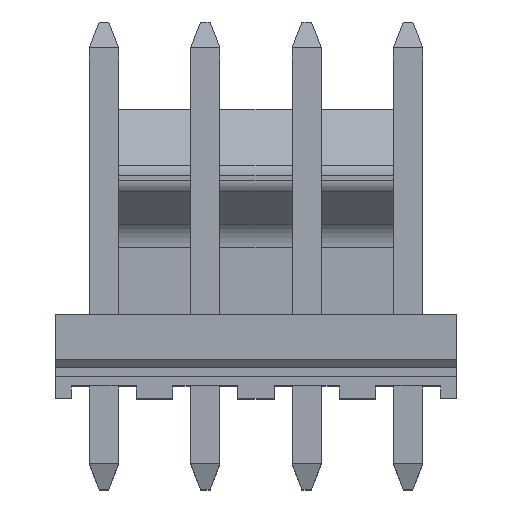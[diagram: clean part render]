
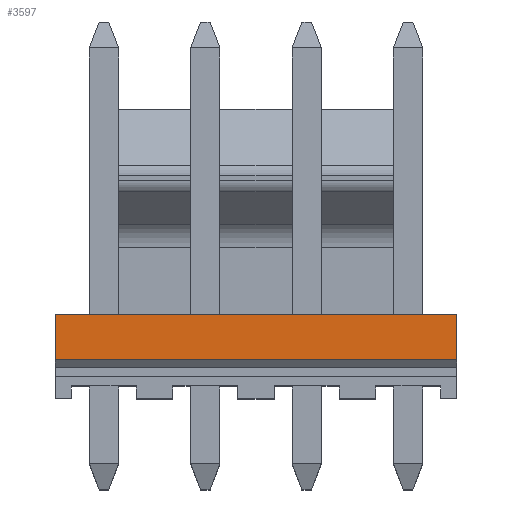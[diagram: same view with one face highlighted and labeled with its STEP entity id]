
A CAD part, top view. The second image highlights one B-rep face of the part: STEP entity #3597.
In plain terms, the highlighted planar face has unit normal (0, 0, 1).
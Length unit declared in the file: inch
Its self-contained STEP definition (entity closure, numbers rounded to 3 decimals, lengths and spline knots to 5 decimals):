
#9=DIRECTION('',(0.,-1.,0.));
#10=VECTOR('',#9,0.07);
#11=CARTESIAN_POINT('',(-0.309,0.055,0.12375));
#12=LINE('',#11,#10);
#1144=DIRECTION('',(0.,-1.,0.));
#1145=VECTOR('',#1144,0.07);
#1146=CARTESIAN_POINT('',(0.309,0.055,0.12375));
#1147=LINE('',#1146,#1145);
#1224=DIRECTION('',(1.,0.,0.));
#1225=VECTOR('',#1224,0.618);
#1226=CARTESIAN_POINT('',(-0.309,-0.015,0.12375));
#1227=LINE('',#1226,#1225);
#1228=DIRECTION('',(1.,0.,0.));
#1229=VECTOR('',#1228,0.618);
#1230=CARTESIAN_POINT('',(-0.309,0.055,0.12375));
#1231=LINE('',#1230,#1229);
#1381=CARTESIAN_POINT('',(-0.309,0.055,0.12375));
#1382=CARTESIAN_POINT('',(-0.309,-0.015,0.12375));
#1383=VERTEX_POINT('',#1381);
#1384=VERTEX_POINT('',#1382);
#1395=CARTESIAN_POINT('',(0.309,0.055,0.12375));
#1396=CARTESIAN_POINT('',(0.309,-0.015,0.12375));
#1397=VERTEX_POINT('',#1395);
#1398=VERTEX_POINT('',#1396);
#3586=CARTESIAN_POINT('',(-0.309,0.055,0.12375));
#3587=DIRECTION('',(0.,0.,1.));
#3588=DIRECTION('',(0.,-1.,0.));
#3589=AXIS2_PLACEMENT_3D('',#3586,#3587,#3588);
#3590=PLANE('',#3589);
#3591=ORIENTED_EDGE('',*,*,#1822,.F.);
#3592=ORIENTED_EDGE('',*,*,#2135,.T.);
#3593=ORIENTED_EDGE('',*,*,#3456,.T.);
#3594=ORIENTED_EDGE('',*,*,#3579,.F.);
#3595=EDGE_LOOP('',(#3591,#3592,#3593,#3594));
#3596=FACE_OUTER_BOUND('',#3595,.F.);
#3597=ADVANCED_FACE('',(#3596),#3590,.T.);
#1822=EDGE_CURVE('',#1383,#1384,#12,.T.);
#2135=EDGE_CURVE('',#1383,#1397,#1231,.T.);
#3456=EDGE_CURVE('',#1397,#1398,#1147,.T.);
#3579=EDGE_CURVE('',#1384,#1398,#1227,.T.);
